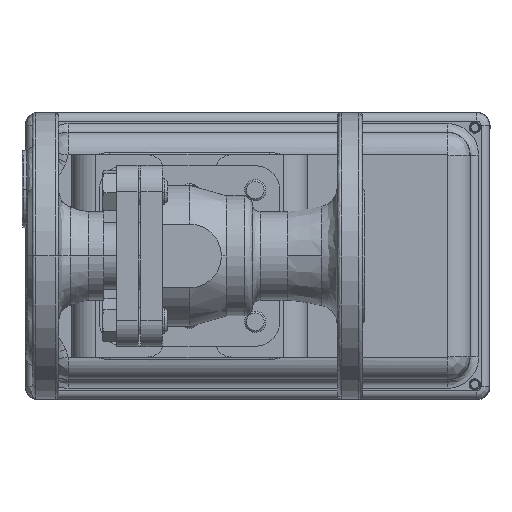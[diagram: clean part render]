
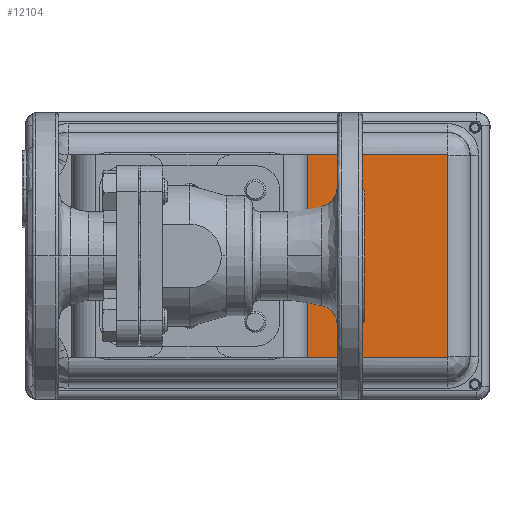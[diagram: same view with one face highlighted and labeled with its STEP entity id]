
A CAD part, front view. The second image highlights one B-rep face of the part: STEP entity #12104.
In plain terms, the highlighted planar face has unit normal (0, -1, 0).
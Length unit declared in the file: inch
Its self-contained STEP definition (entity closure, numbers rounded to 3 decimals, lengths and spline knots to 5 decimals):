
#86 = CARTESIAN_POINT ( 'NONE',  ( 3.82477, 6.01606, -1.50112 ) ) ;
#194 = CARTESIAN_POINT ( 'NONE',  ( 1.55114, 6.01606, 1.18665 ) ) ;
#950 = DIRECTION ( 'NONE',  ( 0., 0., -1. ) ) ;
#2119 = ORIENTED_EDGE ( 'NONE', *, *, #21599, .F. ) ;
#2453 = CARTESIAN_POINT ( 'NONE',  ( 3.82285, 6.01606, 1.50042 ) ) ;
#2981 = CARTESIAN_POINT ( 'NONE',  ( 1.55114, 6.01606, -1.18735 ) ) ;
#3495 = LINE ( 'NONE', #21247, #21529 ) ;
#5360 = ORIENTED_EDGE ( 'NONE', *, *, #23007, .F. ) ;
#5875 = CARTESIAN_POINT ( 'NONE',  ( 0.00035, 6.01606, 1.50042 ) ) ;
#6312 =( BOUNDED_CURVE ( )  B_SPLINE_CURVE ( 3, ( #36699, #16317, #23313, #2981 ),
 .UNSPECIFIED., .F., .F. ) 
 B_SPLINE_CURVE_WITH_KNOTS ( ( 4, 4 ),
 ( 0., 1. ),
 .UNSPECIFIED. ) 
 CURVE ( )  GEOMETRIC_REPRESENTATION_ITEM ( )  RATIONAL_B_SPLINE_CURVE ( ( 1., 0.912, 0.912, 1. ) ) 
 REPRESENTATION_ITEM ( '' )  );
#6323 = ORIENTED_EDGE ( 'NONE', *, *, #23116, .F. ) ;
#6662 = ORIENTED_EDGE ( 'NONE', *, *, #31323, .F. ) ;
#6744 = CARTESIAN_POINT ( 'NONE',  ( -1.80215, 6.01606, -1.50112 ) ) ;
#8346 = CARTESIAN_POINT ( 'NONE',  ( 3.82285, 6.01606, 1.50042 ) ) ;
#8696 = CARTESIAN_POINT ( 'NONE',  ( 1.55114, 6.01606, -1.18735 ) ) ;
#9612 = VERTEX_POINT ( 'NONE', #194 ) ;
#9633 = VECTOR ( 'NONE', #10138, 39.37008 ) ;
#10138 = DIRECTION ( 'NONE',  ( -1., 0., 0. ) ) ;
#10423 = CARTESIAN_POINT ( 'NONE',  ( 3.82285, 6.01606, -1.50112 ) ) ;
#11028 =( BOUNDED_CURVE ( )  B_SPLINE_CURVE ( 3, ( #37177, #13580, #86, #23811 ),
 .UNSPECIFIED., .F., .F. ) 
 B_SPLINE_CURVE_WITH_KNOTS ( ( 4, 4 ),
 ( 0., 1. ),
 .UNSPECIFIED. ) 
 CURVE ( )  GEOMETRIC_REPRESENTATION_ITEM ( )  RATIONAL_B_SPLINE_CURVE ( ( 1., 0.805, 0.805, 1. ) ) 
 REPRESENTATION_ITEM ( '' )  );
#11652 = CARTESIAN_POINT ( 'NONE',  ( 1.37145, 6.01606, 1.50042 ) ) ;
#12086 = DIRECTION ( 'NONE',  ( 0., 0., 1. ) ) ;
#12104 = ADVANCED_FACE ( 'NONE', ( #23510 ), #14804, .F. ) ;
#12299 = CARTESIAN_POINT ( 'NONE',  ( -1.80215, 6.01606, 1.49715 ) ) ;
#12707 = CARTESIAN_POINT ( 'NONE',  ( 3.82612, 6.01606, 1.49906 ) ) ;
#12760 = VERTEX_POINT ( 'NONE', #29530 ) ;
#13580 = CARTESIAN_POINT ( 'NONE',  ( 3.82612, 6.01606, -1.49977 ) ) ;
#13896 = ORIENTED_EDGE ( 'NONE', *, *, #34659, .F. ) ;
#14804 = PLANE ( 'NONE',  #16056 ) ;
#15675 = DIRECTION ( 'NONE',  ( 1., 0., 0.015 ) ) ;
#16056 = AXIS2_PLACEMENT_3D ( 'NONE', #12299, #35920, #15675 ) ;
#16191 = LINE ( 'NONE', #8696, #24146 ) ;
#16317 = CARTESIAN_POINT ( 'NONE',  ( 1.48546, 6.01606, -1.43423 ) ) ;
#17333 = CARTESIAN_POINT ( 'NONE',  ( 1.37145, 6.01606, -1.50112 ) ) ;
#18163 = EDGE_CURVE ( 'NONE', #12760, #43572, #11028, .T. ) ;
#18285 = CARTESIAN_POINT ( 'NONE',  ( 1.55114, 6.01606, 1.18665 ) ) ;
#18376 = EDGE_CURVE ( 'NONE', #36365, #12760, #3495, .T. ) ;
#19074 = VERTEX_POINT ( 'NONE', #8346 ) ;
#19110 = EDGE_LOOP ( 'NONE', ( #13896, #35028, #37773, #23742, #6662, #6323, #5360, #2119 ) ) ;
#20970 = CARTESIAN_POINT ( 'NONE',  ( 3.82612, 6.01606, 1.49715 ) ) ;
#21247 = CARTESIAN_POINT ( 'NONE',  ( 3.82612, 6.01606, -0.00035 ) ) ;
#21529 = VECTOR ( 'NONE', #950, 39.37008 ) ;
#21599 = EDGE_CURVE ( 'NONE', #28471, #9612, #16191, .T. ) ;
#23007 = EDGE_CURVE ( 'NONE', #9612, #26953, #23551, .T. ) ;
#23116 = EDGE_CURVE ( 'NONE', #26953, #19074, #32523, .T. ) ;
#23313 = CARTESIAN_POINT ( 'NONE',  ( 1.55114, 6.01606, -1.31953 ) ) ;
#23510 = FACE_OUTER_BOUND ( 'NONE', #19110, .T. ) ;
#23551 =( BOUNDED_CURVE ( )  B_SPLINE_CURVE ( 3, ( #18285, #38489, #31877, #11652 ),
 .UNSPECIFIED., .F., .F. ) 
 B_SPLINE_CURVE_WITH_KNOTS ( ( 4, 4 ),
 ( 0., 1. ),
 .UNSPECIFIED. ) 
 CURVE ( )  GEOMETRIC_REPRESENTATION_ITEM ( )  RATIONAL_B_SPLINE_CURVE ( ( 1., 0.912, 0.912, 1. ) ) 
 REPRESENTATION_ITEM ( '' )  );
#23742 = ORIENTED_EDGE ( 'NONE', *, *, #18376, .F. ) ;
#23811 = CARTESIAN_POINT ( 'NONE',  ( 3.82285, 6.01606, -1.50112 ) ) ;
#24146 = VECTOR ( 'NONE', #12086, 39.37008 ) ;
#26163 = DIRECTION ( 'NONE',  ( 1., 0., 0. ) ) ;
#26953 = VERTEX_POINT ( 'NONE', #29616 ) ;
#27967 = VERTEX_POINT ( 'NONE', #17333 ) ;
#28471 = VERTEX_POINT ( 'NONE', #36396 ) ;
#29530 = CARTESIAN_POINT ( 'NONE',  ( 3.82612, 6.01606, -1.49785 ) ) ;
#29616 = CARTESIAN_POINT ( 'NONE',  ( 1.37145, 6.01606, 1.50042 ) ) ;
#31323 = EDGE_CURVE ( 'NONE', #19074, #36365, #37440, .T. ) ;
#31877 = CARTESIAN_POINT ( 'NONE',  ( 1.48546, 6.01606, 1.43353 ) ) ;
#32523 = LINE ( 'NONE', #5875, #43569 ) ;
#32955 = CARTESIAN_POINT ( 'NONE',  ( 3.82477, 6.01606, 1.50042 ) ) ;
#34659 = EDGE_CURVE ( 'NONE', #27967, #28471, #6312, .T. ) ;
#35028 = ORIENTED_EDGE ( 'NONE', *, *, #40488, .F. ) ;
#35920 = DIRECTION ( 'NONE',  ( 0., 1., 0. ) ) ;
#36313 = CARTESIAN_POINT ( 'NONE',  ( 3.82612, 6.01606, 1.49715 ) ) ;
#36365 = VERTEX_POINT ( 'NONE', #20970 ) ;
#36396 = CARTESIAN_POINT ( 'NONE',  ( 1.55114, 6.01606, -1.18735 ) ) ;
#36699 = CARTESIAN_POINT ( 'NONE',  ( 1.37145, 6.01606, -1.50112 ) ) ;
#37177 = CARTESIAN_POINT ( 'NONE',  ( 3.82612, 6.01606, -1.49785 ) ) ;
#37440 =( BOUNDED_CURVE ( )  B_SPLINE_CURVE ( 3, ( #2453, #32955, #12707, #36313 ),
 .UNSPECIFIED., .F., .F. ) 
 B_SPLINE_CURVE_WITH_KNOTS ( ( 4, 4 ),
 ( 0., 1. ),
 .UNSPECIFIED. ) 
 CURVE ( )  GEOMETRIC_REPRESENTATION_ITEM ( )  RATIONAL_B_SPLINE_CURVE ( ( 1., 0.805, 0.805, 1. ) ) 
 REPRESENTATION_ITEM ( '' )  );
#37574 = LINE ( 'NONE', #6744, #9633 ) ;
#37773 = ORIENTED_EDGE ( 'NONE', *, *, #18163, .F. ) ;
#38489 = CARTESIAN_POINT ( 'NONE',  ( 1.55114, 6.01606, 1.31883 ) ) ;
#40488 = EDGE_CURVE ( 'NONE', #43572, #27967, #37574, .T. ) ;
#43569 = VECTOR ( 'NONE', #26163, 39.37008 ) ;
#43572 = VERTEX_POINT ( 'NONE', #10423 ) ;
